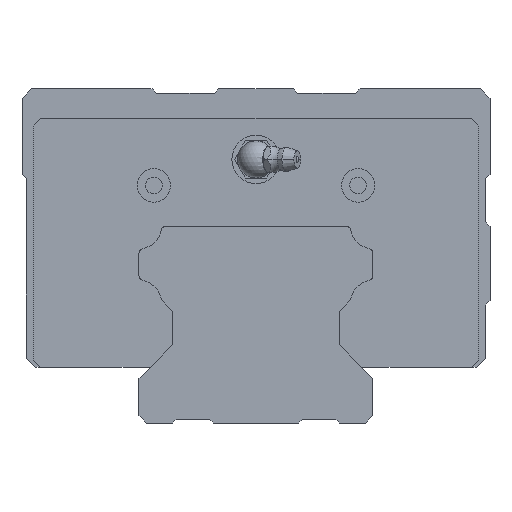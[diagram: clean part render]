
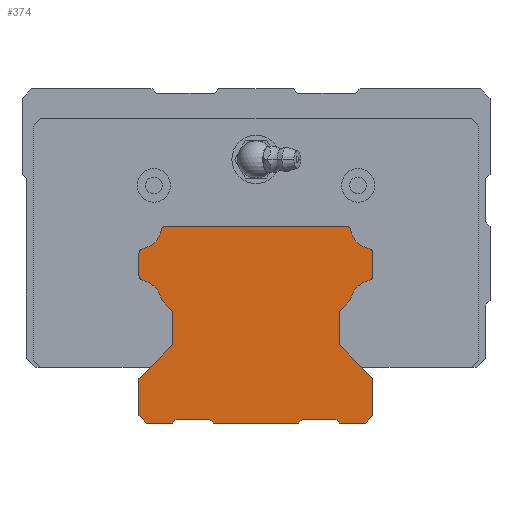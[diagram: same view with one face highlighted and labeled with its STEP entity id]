
A CAD part, front view. The second image highlights one B-rep face of the part: STEP entity #374.
In plain terms, the highlighted planar face has unit normal (0, -1, 0).
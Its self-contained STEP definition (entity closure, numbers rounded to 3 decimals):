
#374=ADVANCED_FACE('',(#821),#822,.F.);
#821=FACE_OUTER_BOUND('',#1346,.T.);
#822=PLANE('',#1347);
#1346=EDGE_LOOP('',(#3032,#3033,#3034,#3035,#3036,#3037,#3038,#3039,#3040,#3041,#3042,#3043,#3044,#3045,#3046,#3047,#3048,#3049,#3050,#3051,#3052,#3053,#3054,#3055,#3056,#3057,#3058,#3059,#3060,#3061,#3062,#3063));
#1347=AXIS2_PLACEMENT_3D('',#3064,#3065,#3066);
#3032=ORIENTED_EDGE('',*,*,#3603,.T.);
#3033=ORIENTED_EDGE('',*,*,#3648,.F.);
#3034=ORIENTED_EDGE('',*,*,#3609,.T.);
#3035=ORIENTED_EDGE('',*,*,#3688,.F.);
#3036=ORIENTED_EDGE('',*,*,#3644,.T.);
#3037=ORIENTED_EDGE('',*,*,#3685,.T.);
#3038=ORIENTED_EDGE('',*,*,#3689,.T.);
#3039=ORIENTED_EDGE('',*,*,#3682,.T.);
#3040=ORIENTED_EDGE('',*,*,#3690,.T.);
#3041=ORIENTED_EDGE('',*,*,#3669,.T.);
#3042=ORIENTED_EDGE('',*,*,#3691,.T.);
#3043=ORIENTED_EDGE('',*,*,#3636,.F.);
#3044=ORIENTED_EDGE('',*,*,#3613,.T.);
#3045=ORIENTED_EDGE('',*,*,#3639,.T.);
#3046=ORIENTED_EDGE('',*,*,#3623,.F.);
#3047=ORIENTED_EDGE('',*,*,#3630,.F.);
#3048=ORIENTED_EDGE('',*,*,#3671,.F.);
#3049=ORIENTED_EDGE('',*,*,#3651,.T.);
#3050=ORIENTED_EDGE('',*,*,#3673,.F.);
#3051=ORIENTED_EDGE('',*,*,#3680,.F.);
#3052=ORIENTED_EDGE('',*,*,#3692,.F.);
#3053=ORIENTED_EDGE('',*,*,#3686,.F.);
#3054=ORIENTED_EDGE('',*,*,#3675,.F.);
#3055=ORIENTED_EDGE('',*,*,#3678,.F.);
#3056=ORIENTED_EDGE('',*,*,#3591,.T.);
#3057=ORIENTED_EDGE('',*,*,#3585,.F.);
#3058=ORIENTED_EDGE('',*,*,#3589,.F.);
#3059=ORIENTED_EDGE('',*,*,#3693,.F.);
#3060=ORIENTED_EDGE('',*,*,#3617,.T.);
#3061=ORIENTED_EDGE('',*,*,#3634,.F.);
#3062=ORIENTED_EDGE('',*,*,#3595,.T.);
#3063=ORIENTED_EDGE('',*,*,#3632,.F.);
#3064=CARTESIAN_POINT('',(-31.668,-520.0,53.168));
#3065=DIRECTION('',(0.0,1.0,0.0));
#3066=DIRECTION('',(1.0,0.0,0.0));
#3585=EDGE_CURVE('',#4468,#4470,#4471,.T.);
#3589=EDGE_CURVE('',#4475,#4468,#4477,.T.);
#3591=EDGE_CURVE('',#4480,#4470,#4481,.T.);
#3595=EDGE_CURVE('',#4488,#4486,#4489,.T.);
#3603=EDGE_CURVE('',#4500,#4498,#4501,.T.);
#3609=EDGE_CURVE('',#4510,#4508,#4511,.T.);
#3613=EDGE_CURVE('',#4518,#4516,#4519,.T.);
#3617=EDGE_CURVE('',#4526,#4524,#4527,.T.);
#3623=EDGE_CURVE('',#4534,#4536,#4537,.T.);
#3630=EDGE_CURVE('',#4544,#4534,#4546,.T.);
#3632=EDGE_CURVE('',#4500,#4486,#4548,.T.);
#3634=EDGE_CURVE('',#4488,#4524,#4550,.T.);
#3636=EDGE_CURVE('',#4518,#4553,#4554,.T.);
#3639=EDGE_CURVE('',#4516,#4536,#4557,.T.);
#3644=EDGE_CURVE('',#4565,#4563,#4566,.T.);
#3648=EDGE_CURVE('',#4510,#4498,#4570,.T.);
#3651=EDGE_CURVE('',#4576,#4574,#4577,.T.);
#3669=EDGE_CURVE('',#4606,#4604,#4607,.T.);
#3671=EDGE_CURVE('',#4576,#4544,#4609,.T.);
#3673=EDGE_CURVE('',#4610,#4574,#4612,.T.);
#3675=EDGE_CURVE('',#4613,#4615,#4616,.T.);
#3678=EDGE_CURVE('',#4480,#4613,#4619,.T.);
#3680=EDGE_CURVE('',#4620,#4610,#4622,.T.);
#3682=EDGE_CURVE('',#4625,#4623,#4626,.T.);
#3685=EDGE_CURVE('',#4563,#4628,#4630,.T.);
#3686=EDGE_CURVE('',#4615,#4631,#4632,.T.);
#3688=EDGE_CURVE('',#4565,#4508,#4634,.T.);
#3689=EDGE_CURVE('',#4628,#4625,#4635,.T.);
#3690=EDGE_CURVE('',#4623,#4606,#4636,.T.);
#3691=EDGE_CURVE('',#4604,#4553,#4637,.T.);
#3692=EDGE_CURVE('',#4631,#4620,#4638,.T.);
#3693=EDGE_CURVE('',#4526,#4475,#4639,.T.);
#4468=VERTEX_POINT('',#5851);
#4470=VERTEX_POINT('',#5854);
#4471=CIRCLE('',#5855,1.3);
#4475=VERTEX_POINT('',#5861);
#4477=LINE('',#5864,#5865);
#4480=VERTEX_POINT('',#5868);
#4481=CIRCLE('',#5869,6.3);
#4486=VERTEX_POINT('',#5876);
#4488=VERTEX_POINT('',#5879);
#4489=LINE('',#5880,#5881);
#4498=VERTEX_POINT('',#5891);
#4500=VERTEX_POINT('',#5894);
#4501=CIRCLE('',#5895,6.3);
#4508=VERTEX_POINT('',#5904);
#4510=VERTEX_POINT('',#5907);
#4511=LINE('',#5908,#5909);
#4516=VERTEX_POINT('',#5916);
#4518=VERTEX_POINT('',#5919);
#4519=LINE('',#5920,#5921);
#4524=VERTEX_POINT('',#5927);
#4526=VERTEX_POINT('',#5930);
#4527=CIRCLE('',#5931,6.3);
#4534=VERTEX_POINT('',#5940);
#4536=VERTEX_POINT('',#5943);
#4537=LINE('',#5944,#5945);
#4544=VERTEX_POINT('',#5954);
#4546=LINE('',#5957,#5958);
#4548=CIRCLE('',#5960,1.3);
#4550=CIRCLE('',#5962,1.3);
#4553=VERTEX_POINT('',#5966);
#4554=LINE('',#5967,#5968);
#4557=LINE('',#5973,#5974);
#4563=VERTEX_POINT('',#5980);
#4565=VERTEX_POINT('',#5983);
#4566=CIRCLE('',#5984,6.3);
#4570=CIRCLE('',#5989,1.3);
#4574=VERTEX_POINT('',#5994);
#4576=VERTEX_POINT('',#5997);
#4577=LINE('',#5998,#5999);
#4604=VERTEX_POINT('',#6040);
#4606=VERTEX_POINT('',#6043);
#4607=LINE('',#6044,#6045);
#4609=LINE('',#6048,#6049);
#4610=VERTEX_POINT('',#6050);
#4612=LINE('',#6053,#6054);
#4613=VERTEX_POINT('',#6055);
#4615=VERTEX_POINT('',#6058);
#4616=LINE('',#6059,#6060);
#4619=LINE('',#6064,#6065);
#4620=VERTEX_POINT('',#6066);
#4622=LINE('',#6069,#6070);
#4623=VERTEX_POINT('',#6071);
#4625=VERTEX_POINT('',#6074);
#4626=LINE('',#6075,#6076);
#4628=VERTEX_POINT('',#6079);
#4630=LINE('',#6082,#6083);
#4631=VERTEX_POINT('',#6084);
#4632=LINE('',#6085,#6086);
#4634=CIRCLE('',#6089,1.3);
#4635=LINE('',#6090,#6091);
#4636=LINE('',#6092,#6093);
#4637=LINE('',#6094,#6095);
#4638=LINE('',#6096,#6097);
#4639=CIRCLE('',#6098,1.3);
#5851=CARTESIAN_POINT('',(31.5,-520.0,39.688));
#5854=CARTESIAN_POINT('',(30.451,-520.0,38.413));
#5855=AXIS2_PLACEMENT_3D('',#6871,#6872,#6873);
#5861=CARTESIAN_POINT('',(31.5,-520.0,45.712));
#5864=CARTESIAN_POINT('',(31.5,-520.0,53.168));
#5865=VECTOR('',#6877,1000.0);
#5868=CARTESIAN_POINT('',(25.44,-520.0,33.182));
#5869=AXIS2_PLACEMENT_3D('',#6881,#6882,#6883);
#5876=CARTESIAN_POINT('',(-24.212,-520.0,53.0));
#5879=CARTESIAN_POINT('',(24.212,-520.0,53.0));
#5880=CARTESIAN_POINT('',(-31.668,-520.0,53.0));
#5881=VECTOR('',#6887,1000.0);
#5891=CARTESIAN_POINT('',(-30.451,-520.0,46.987));
#5894=CARTESIAN_POINT('',(-25.487,-520.0,51.951));
#5895=AXIS2_PLACEMENT_3D('',#6905,#6906,#6907);
#5904=CARTESIAN_POINT('',(-31.5,-520.0,39.688));
#5907=CARTESIAN_POINT('',(-31.5,-520.0,45.712));
#5908=CARTESIAN_POINT('',(-31.5,-520.0,53.168));
#5909=VECTOR('',#6917,1000.0);
#5916=CARTESIAN_POINT('',(-12.5,-520.0,1.0));
#5919=CARTESIAN_POINT('',(-21.5,-520.0,1.0));
#5920=CARTESIAN_POINT('',(-21.5,-520.0,1.0));
#5921=VECTOR('',#6921,1000.0);
#5927=CARTESIAN_POINT('',(25.487,-520.0,51.951));
#5930=CARTESIAN_POINT('',(30.451,-520.0,46.987));
#5931=AXIS2_PLACEMENT_3D('',#6927,#6928,#6929);
#5940=CARTESIAN_POINT('',(11.5,-520.0,0.0));
#5943=CARTESIAN_POINT('',(-11.5,-520.0,0.));
#5944=CARTESIAN_POINT('',(11.5,-520.0,0.0));
#5945=VECTOR('',#6939,1000.0);
#5954=CARTESIAN_POINT('',(12.5,-520.0,1.0));
#5957=CARTESIAN_POINT('',(12.5,-520.0,1.0));
#5958=VECTOR('',#6952,1000.0);
#5960=AXIS2_PLACEMENT_3D('',#6956,#6957,#6958);
#5962=AXIS2_PLACEMENT_3D('',#6962,#6963,#6964);
#5966=CARTESIAN_POINT('',(-22.5,-520.0,0.0));
#5967=CARTESIAN_POINT('',(-21.5,-520.0,1.0));
#5968=VECTOR('',#6966,1000.0);
#5973=CARTESIAN_POINT('',(-12.5,-520.0,1.0));
#5974=VECTOR('',#6969,1000.0);
#5980=CARTESIAN_POINT('',(-25.44,-520.0,33.182));
#5983=CARTESIAN_POINT('',(-30.451,-520.0,38.413));
#5984=AXIS2_PLACEMENT_3D('',#6980,#6981,#6982);
#5989=AXIS2_PLACEMENT_3D('',#6990,#6991,#6992);
#5994=CARTESIAN_POINT('',(22.5,-520.0,0.0));
#5997=CARTESIAN_POINT('',(21.5,-520.0,1.0));
#5998=CARTESIAN_POINT('',(21.5,-520.0,1.0));
#5999=VECTOR('',#6995,1000.0);
#6040=CARTESIAN_POINT('',(-29.5,-520.0,0.));
#6043=CARTESIAN_POINT('',(-31.5,-520.0,2.0));
#6044=CARTESIAN_POINT('',(-31.5,-520.0,2.0));
#6045=VECTOR('',#7017,1000.0);
#6048=CARTESIAN_POINT('',(21.5,-520.0,1.0));
#6049=VECTOR('',#7019,1000.0);
#6050=CARTESIAN_POINT('',(29.5,-520.0,0.0));
#6053=CARTESIAN_POINT('',(29.5,-520.0,0.0));
#6054=VECTOR('',#7021,1000.0);
#6055=CARTESIAN_POINT('',(22.4,-520.0,30.141));
#6058=CARTESIAN_POINT('',(22.4,-520.0,21.1));
#6059=CARTESIAN_POINT('',(22.4,-520.0,30.141));
#6060=VECTOR('',#7023,1000.0);
#6064=CARTESIAN_POINT('',(25.323,-520.0,33.064));
#6065=VECTOR('',#7028,1000.0);
#6066=CARTESIAN_POINT('',(31.5,-520.0,2.0));
#6069=CARTESIAN_POINT('',(31.5,-520.0,2.0));
#6070=VECTOR('',#7030,1000.0);
#6071=CARTESIAN_POINT('',(-31.5,-520.0,12.0));
#6074=CARTESIAN_POINT('',(-22.4,-520.0,21.1));
#6075=CARTESIAN_POINT('',(-22.4,-520.0,21.1));
#6076=VECTOR('',#7032,1000.0);
#6079=CARTESIAN_POINT('',(-22.4,-520.0,30.141));
#6082=CARTESIAN_POINT('',(-25.323,-520.0,33.064));
#6083=VECTOR('',#7035,1000.0);
#6084=CARTESIAN_POINT('',(31.5,-520.0,12.0));
#6085=CARTESIAN_POINT('',(22.4,-520.0,21.1));
#6086=VECTOR('',#7036,1000.0);
#6089=AXIS2_PLACEMENT_3D('',#7038,#7039,#7040);
#6090=CARTESIAN_POINT('',(-22.4,-520.0,30.141));
#6091=VECTOR('',#7041,1000.0);
#6092=CARTESIAN_POINT('',(-31.5,-520.0,12.0));
#6093=VECTOR('',#7042,1000.0);
#6094=CARTESIAN_POINT('',(-29.5,-520.0,0.0));
#6095=VECTOR('',#7043,1000.0);
#6096=CARTESIAN_POINT('',(31.5,-520.0,12.0));
#6097=VECTOR('',#7044,1000.0);
#6098=AXIS2_PLACEMENT_3D('',#7045,#7046,#7047);
#6871=CARTESIAN_POINT('',(30.2,-520.0,39.688));
#6872=DIRECTION('',(0.0,1.0,0.0));
#6873=DIRECTION('',(0.0,0.0,1.0));
#6877=DIRECTION('',(0.0,0.0,-1.0));
#6881=CARTESIAN_POINT('',(31.668,-520.0,32.232));
#6882=DIRECTION('',(0.0,1.0,0.0));
#6883=DIRECTION('',(0.0,0.0,1.0));
#6887=DIRECTION('',(-1.0,0.0,0.0));
#6905=CARTESIAN_POINT('',(-31.668,-520.0,53.168));
#6906=DIRECTION('',(0.0,1.0,0.0));
#6907=DIRECTION('',(0.0,0.0,1.0));
#6917=DIRECTION('',(0.0,0.0,-1.0));
#6921=DIRECTION('',(1.0,0.0,0.0));
#6927=CARTESIAN_POINT('',(31.668,-520.0,53.168));
#6928=DIRECTION('',(0.0,1.0,0.0));
#6929=DIRECTION('',(0.0,0.0,1.0));
#6939=DIRECTION('',(-1.0,0.0,0.0));
#6952=DIRECTION('',(-0.707,0.0,-0.707));
#6956=CARTESIAN_POINT('',(-24.212,-520.0,51.7));
#6957=DIRECTION('',(0.0,1.0,0.0));
#6958=DIRECTION('',(0.0,0.0,1.0));
#6962=CARTESIAN_POINT('',(24.212,-520.0,51.7));
#6963=DIRECTION('',(0.0,1.0,0.0));
#6964=DIRECTION('',(0.0,0.0,1.0));
#6966=DIRECTION('',(-0.707,0.0,-0.707));
#6969=DIRECTION('',(0.707,0.0,-0.707));
#6980=CARTESIAN_POINT('',(-31.668,-520.0,32.232));
#6981=DIRECTION('',(0.0,1.0,0.0));
#6982=DIRECTION('',(0.0,0.0,1.0));
#6990=CARTESIAN_POINT('',(-30.2,-520.0,45.712));
#6991=DIRECTION('',(0.0,1.0,0.0));
#6992=DIRECTION('',(0.0,0.0,1.0));
#6995=DIRECTION('',(0.707,0.0,-0.707));
#7017=DIRECTION('',(0.707,0.0,-0.707));
#7019=DIRECTION('',(-1.0,0.0,0.0));
#7021=DIRECTION('',(-1.0,0.0,0.0));
#7023=DIRECTION('',(0.0,0.0,-1.0));
#7028=DIRECTION('',(-0.707,0.0,-0.707));
#7030=DIRECTION('',(-0.707,0.0,-0.707));
#7032=DIRECTION('',(-0.707,0.0,-0.707));
#7035=DIRECTION('',(0.707,0.0,-0.707));
#7036=DIRECTION('',(0.707,0.0,-0.707));
#7038=CARTESIAN_POINT('',(-30.2,-520.0,39.688));
#7039=DIRECTION('',(0.0,1.0,0.0));
#7040=DIRECTION('',(0.0,0.0,1.0));
#7041=DIRECTION('',(0.0,0.0,-1.0));
#7042=DIRECTION('',(0.0,0.0,-1.0));
#7043=DIRECTION('',(1.0,0.0,0.0));
#7044=DIRECTION('',(0.0,0.0,-1.0));
#7045=CARTESIAN_POINT('',(30.2,-520.0,45.712));
#7046=DIRECTION('',(0.0,1.0,0.0));
#7047=DIRECTION('',(0.0,0.0,1.0));
